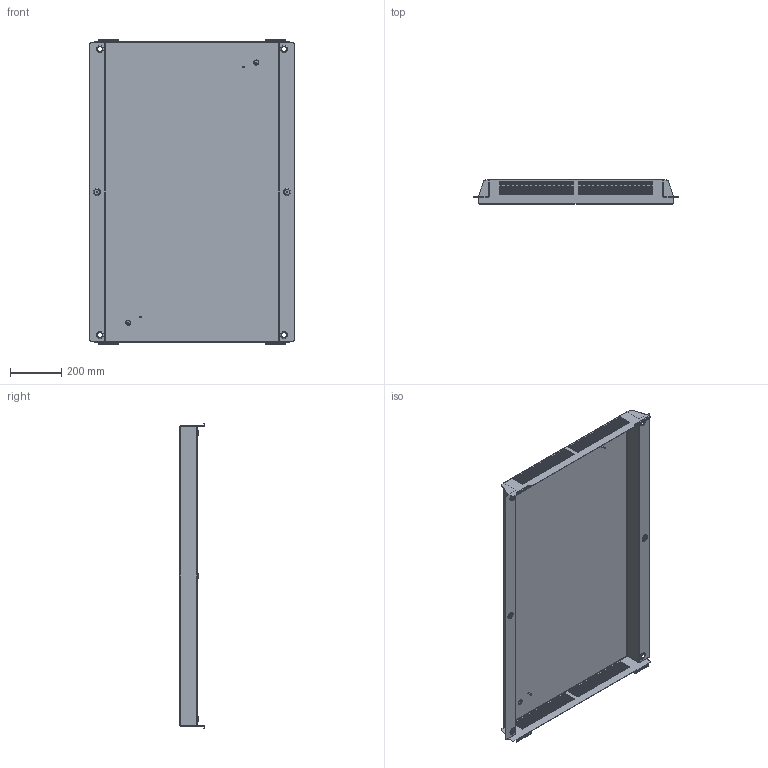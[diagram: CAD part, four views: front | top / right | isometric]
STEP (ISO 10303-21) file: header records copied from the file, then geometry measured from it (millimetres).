
FILE_DESCRIPTION (( 'STEP AP214' ), '1' );
FILE_NAME ('628.122.STEP', '2024-09-27T07:20:37', ( '' ), ( '' ), 'SwSTEP 2.0', 'SolidWorks 2021', '' );
FILE_SCHEMA (( 'AUTOMOTIVE_DESIGN' ));
Length unit declared in the file: millimetre
Products named in the file (4): 628.122; Âåíòèëÿöèîííàÿ W800D1200; Øïèëüêà ïðèâàðíàÿ Ì6õ16; Çíàê çàçåìëåíèÿ ô20ìì
Assembly tree (5 placements, depth 2):
  628.122
    Âåíòèëÿöèîííàÿ W800D1200
    Øïèëüêà ïðèâàðíàÿ Ì6õ16  x2
    Çíàê çàçåìëåíèÿ ô20ìì  x2
Bounding box: 800 x 98.1 x 1196.6 mm (x, y, z)
Volume: 1812324.4 mm3; surface area: 2461253.4 mm2
Topology: 5 solids, 5 shells, 1218 faces, 3444 edges, 2260 vertices
Faces by surface type: plane 1102, cylinder 84, cone 28, bspline 4
Entity records: 39027 total; most frequent: CARTESIAN_POINT 6956, ORIENTED_EDGE 6724, DIRECTION 5912, EDGE_CURVE 3362, LINE 3132, VECTOR 3132, VERTEX_POINT 2206, EDGE_LOOP 1674
